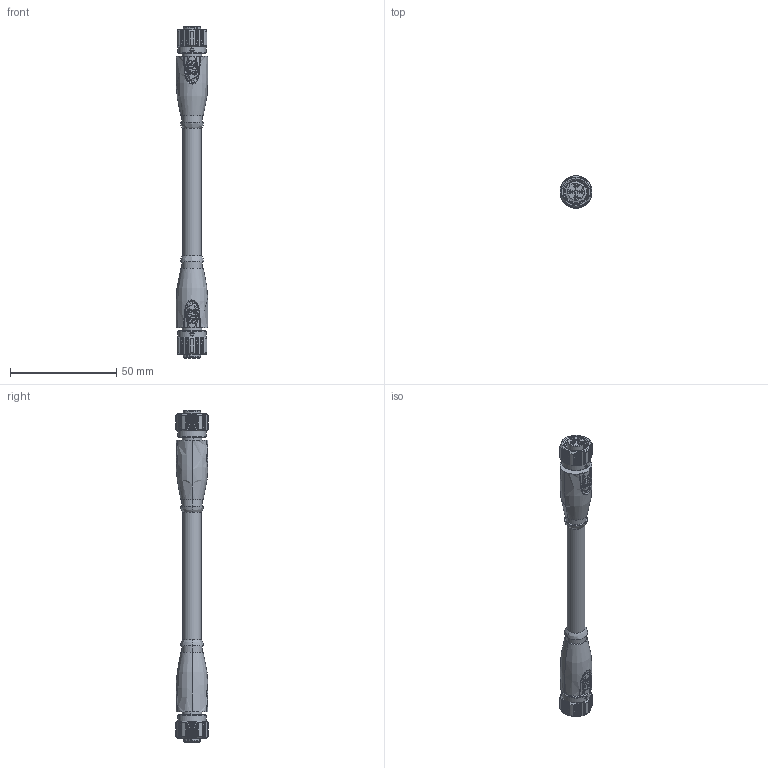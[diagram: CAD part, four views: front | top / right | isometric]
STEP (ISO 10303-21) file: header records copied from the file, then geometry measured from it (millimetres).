
FILE_DESCRIPTION(/* description */ (''),/* implementation_level */ '2;1');
FILE_NAME(/* name */ 'M12-F04D-T-2个-SH_SW0002.stp',/* time_stamp */ '2024-01-08T10:01:37+08:00',/* author */ (''),/* organization */ (''),/* preprocessor_version */ 'ST-DEVELOPER v18.1',/* originating_system */ 'SIEMENS PLM Software NX 1980',/* authorisation */ '');
FILE_SCHEMA (('AUTOMOTIVE_DESIGN { 1 0 10303 214 3 1 1 1 }'));
Products named in the file (1): M12-F04D-T-XX-SH_SW0002
Bounding box: 15 x 15.2 x 156.15 mm (x, y, z)
Volume: 15832.1 mm3; surface area: 9381.4 mm2
Topology: 1 solids, 1 shells, 1247 faces, 3473 edges, 2200 vertices
Faces by surface type: plane 564, cylinder 481, cone 106, torus 46, bspline 30, sphere 12, revolution 8
Full cylindrical faces by diameter (mm): 8.5 x1
Entity records: 51886 total; most frequent: CARTESIAN_POINT 21924, ORIENTED_EDGE 6800, DIRECTION 5676, EDGE_CURVE 3400, AXIS2_PLACEMENT_3D 2296, VERTEX_POINT 2176, EDGE_LOOP 1312, ADVANCED_FACE 1247
